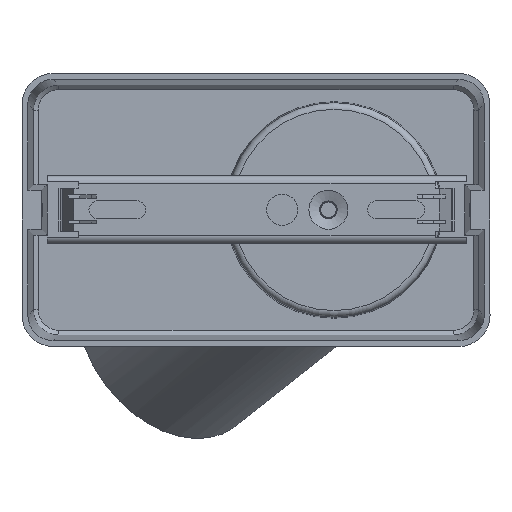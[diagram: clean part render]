
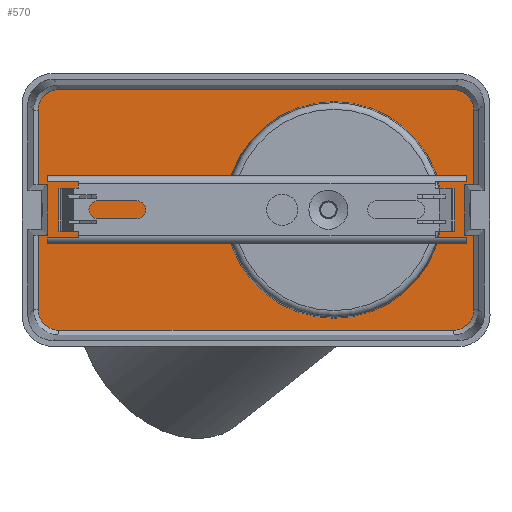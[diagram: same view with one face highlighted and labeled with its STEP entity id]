
A CAD part, front view. The second image highlights one B-rep face of the part: STEP entity #570.
In plain terms, the highlighted planar face has unit normal (0, -1, 0).
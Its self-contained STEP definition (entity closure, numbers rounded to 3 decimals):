
#163=CIRCLE('',#3578,27.764);
#164=CIRCLE('',#3579,27.764);
#482=B_SPLINE_CURVE_WITH_KNOTS('',3,(#4876,#4877,#4878,#4879,#4880,#4881),
 .UNSPECIFIED.,.F.,.F.,(4,2,4),(0.,0.5,1.),.UNSPECIFIED.);
#483=B_SPLINE_CURVE_WITH_KNOTS('',3,(#4885,#4886,#4887,#4888,#4889,#4890),
 .UNSPECIFIED.,.F.,.F.,(4,2,4),(0.,0.5,1.),.UNSPECIFIED.);
#484=B_SPLINE_CURVE_WITH_KNOTS('',3,(#4899,#4900,#4901,#4902,#4903,#4904),
 .UNSPECIFIED.,.F.,.F.,(4,2,4),(0.,0.5,1.),.UNSPECIFIED.);
#485=B_SPLINE_CURVE_WITH_KNOTS('',3,(#4908,#4909,#4910,#4911,#4912,#4913),
 .UNSPECIFIED.,.F.,.F.,(4,2,4),(0.,0.5,1.),.UNSPECIFIED.);
#570=ADVANCED_FACE('',(#872,#873),#758,.F.);
#758=PLANE('',#3580);
#872=FACE_BOUND('',#947,.T.);
#873=FACE_BOUND('',#948,.T.);
#947=EDGE_LOOP('',(#1246,#1247,#1248,#1249,#1250,#1251,#1252,#1253,#1254,
#1255,#1256,#1257,#1258,#1259,#1260,#1261));
#948=EDGE_LOOP('',(#1262,#1263));
#1246=ORIENTED_EDGE('',*,*,#2526,.T.);
#1247=ORIENTED_EDGE('',*,*,#2527,.F.);
#1248=ORIENTED_EDGE('',*,*,#2528,.F.);
#1249=ORIENTED_EDGE('',*,*,#2529,.F.);
#1250=ORIENTED_EDGE('',*,*,#2530,.F.);
#1251=ORIENTED_EDGE('',*,*,#2531,.F.);
#1252=ORIENTED_EDGE('',*,*,#2532,.F.);
#1253=ORIENTED_EDGE('',*,*,#2533,.T.);
#1254=ORIENTED_EDGE('',*,*,#2525,.F.);
#1255=ORIENTED_EDGE('',*,*,#2534,.F.);
#1256=ORIENTED_EDGE('',*,*,#2535,.F.);
#1257=ORIENTED_EDGE('',*,*,#2536,.F.);
#1258=ORIENTED_EDGE('',*,*,#2537,.F.);
#1259=ORIENTED_EDGE('',*,*,#2538,.F.);
#1260=ORIENTED_EDGE('',*,*,#2539,.F.);
#1261=ORIENTED_EDGE('',*,*,#2540,.T.);
#1262=ORIENTED_EDGE('',*,*,#2541,.F.);
#1263=ORIENTED_EDGE('',*,*,#2542,.F.);
#2194=VERTEX_POINT('',#4864);
#2195=VERTEX_POINT('',#4866);
#2196=VERTEX_POINT('',#4870);
#2197=VERTEX_POINT('',#4871);
#2198=VERTEX_POINT('',#4873);
#2199=VERTEX_POINT('',#4875);
#2200=VERTEX_POINT('',#4882);
#2201=VERTEX_POINT('',#4884);
#2202=VERTEX_POINT('',#4891);
#2203=VERTEX_POINT('',#4893);
#2204=VERTEX_POINT('',#4896);
#2205=VERTEX_POINT('',#4898);
#2206=VERTEX_POINT('',#4905);
#2207=VERTEX_POINT('',#4907);
#2208=VERTEX_POINT('',#4914);
#2209=VERTEX_POINT('',#4916);
#2210=VERTEX_POINT('',#4919);
#2211=VERTEX_POINT('',#4920);
#2525=EDGE_CURVE('',#2195,#2194,#2990,.T.);
#2526=EDGE_CURVE('',#2196,#2197,#2991,.T.);
#2527=EDGE_CURVE('',#2198,#2197,#2992,.T.);
#2528=EDGE_CURVE('',#2199,#2198,#2993,.T.);
#2529=EDGE_CURVE('',#2200,#2199,#482,.T.);
#2530=EDGE_CURVE('',#2201,#2200,#2994,.T.);
#2531=EDGE_CURVE('',#2202,#2201,#483,.T.);
#2532=EDGE_CURVE('',#2203,#2202,#2995,.T.);
#2533=EDGE_CURVE('',#2203,#2194,#2996,.T.);
#2534=EDGE_CURVE('',#2204,#2195,#2997,.T.);
#2535=EDGE_CURVE('',#2205,#2204,#2998,.T.);
#2536=EDGE_CURVE('',#2206,#2205,#484,.T.);
#2537=EDGE_CURVE('',#2207,#2206,#2999,.T.);
#2538=EDGE_CURVE('',#2208,#2207,#485,.T.);
#2539=EDGE_CURVE('',#2209,#2208,#3000,.T.);
#2540=EDGE_CURVE('',#2209,#2196,#3001,.T.);
#2541=EDGE_CURVE('',#2210,#2211,#163,.T.);
#2542=EDGE_CURVE('',#2211,#2210,#164,.T.);
#2990=LINE('',#4867,#3284);
#2991=LINE('',#4869,#3285);
#2992=LINE('',#4872,#3286);
#2993=LINE('',#4874,#3287);
#2994=LINE('',#4883,#3288);
#2995=LINE('',#4892,#3289);
#2996=LINE('',#4894,#3290);
#2997=LINE('',#4895,#3291);
#2998=LINE('',#4897,#3292);
#2999=LINE('',#4906,#3293);
#3000=LINE('',#4915,#3294);
#3001=LINE('',#4917,#3295);
#3284=VECTOR('',#3914,1.);
#3285=VECTOR('',#3917,1.);
#3286=VECTOR('',#3918,1.);
#3287=VECTOR('',#3919,1.);
#3288=VECTOR('',#3920,1.);
#3289=VECTOR('',#3921,1.);
#3290=VECTOR('',#3922,1.);
#3291=VECTOR('',#3923,1.);
#3292=VECTOR('',#3924,1.);
#3293=VECTOR('',#3925,1.);
#3294=VECTOR('',#3926,1.);
#3295=VECTOR('',#3927,1.);
#3578=AXIS2_PLACEMENT_3D('',#4918,#3928,#3929);
#3579=AXIS2_PLACEMENT_3D('',#4921,#3930,#3931);
#3580=AXIS2_PLACEMENT_3D('',#4922,#3932,#3933);
#3914=DIRECTION('',(0.,0.,1.));
#3917=DIRECTION('',(0.,0.,1.));
#3918=DIRECTION('',(-1.,0.,0.));
#3919=DIRECTION('',(0.,0.,-1.));
#3920=DIRECTION('',(1.,0.,0.));
#3921=DIRECTION('',(0.,0.,1.));
#3922=DIRECTION('',(1.,0.,0.));
#3923=DIRECTION('',(1.,0.,0.));
#3924=DIRECTION('',(0.,0.,1.));
#3925=DIRECTION('',(-1.,0.,0.));
#3926=DIRECTION('',(0.,0.,-1.));
#3927=DIRECTION('',(-1.,0.,0.));
#3928=DIRECTION('',(0.,-1.,0.));
#3929=DIRECTION('',(-1.,0.,0.));
#3930=DIRECTION('',(0.,-1.,0.));
#3931=DIRECTION('',(1.,0.,0.));
#3932=DIRECTION('',(0.,1.,0.));
#3933=DIRECTION('',(1.,0.,0.));
#4864=CARTESIAN_POINT('',(-53.506,28.5,6.494));
#4866=CARTESIAN_POINT('',(-53.506,28.5,-6.494));
#4867=CARTESIAN_POINT('',(-53.506,28.5,-6.494));
#4869=CARTESIAN_POINT('',(53.506,28.5,-6.494));
#4870=CARTESIAN_POINT('',(53.506,28.5,-6.494));
#4871=CARTESIAN_POINT('',(53.506,28.5,6.494));
#4872=CARTESIAN_POINT('',(55.829,28.5,6.494));
#4873=CARTESIAN_POINT('',(55.829,28.5,6.494));
#4874=CARTESIAN_POINT('',(55.829,28.5,25.522));
#4875=CARTESIAN_POINT('',(55.829,28.5,25.522));
#4876=CARTESIAN_POINT('',(50.516,28.5,30.829));
#4877=CARTESIAN_POINT('',(51.923,28.5,30.844));
#4878=CARTESIAN_POINT('',(53.304,28.5,30.272));
#4879=CARTESIAN_POINT('',(55.268,28.5,28.311));
#4880=CARTESIAN_POINT('',(55.843,28.5,26.928));
#4881=CARTESIAN_POINT('',(55.829,28.5,25.522));
#4882=CARTESIAN_POINT('',(50.516,28.5,30.829));
#4883=CARTESIAN_POINT('',(-50.522,28.5,30.829));
#4884=CARTESIAN_POINT('',(-50.522,28.5,30.829));
#4885=CARTESIAN_POINT('',(-55.829,28.5,25.516));
#4886=CARTESIAN_POINT('',(-55.844,28.5,26.923));
#4887=CARTESIAN_POINT('',(-55.272,28.5,28.304));
#4888=CARTESIAN_POINT('',(-53.311,28.5,30.268));
#4889=CARTESIAN_POINT('',(-51.928,28.5,30.843));
#4890=CARTESIAN_POINT('',(-50.522,28.5,30.829));
#4891=CARTESIAN_POINT('',(-55.829,28.5,25.516));
#4892=CARTESIAN_POINT('',(-55.829,28.5,6.494));
#4893=CARTESIAN_POINT('',(-55.829,28.5,6.494));
#4894=CARTESIAN_POINT('',(-55.829,28.5,6.494));
#4895=CARTESIAN_POINT('',(-55.829,28.5,-6.494));
#4896=CARTESIAN_POINT('',(-55.829,28.5,-6.494));
#4897=CARTESIAN_POINT('',(-55.829,28.5,-25.522));
#4898=CARTESIAN_POINT('',(-55.829,28.5,-25.522));
#4899=CARTESIAN_POINT('',(-50.516,28.5,-30.829));
#4900=CARTESIAN_POINT('',(-51.923,28.5,-30.844));
#4901=CARTESIAN_POINT('',(-53.304,28.5,-30.272));
#4902=CARTESIAN_POINT('',(-55.268,28.5,-28.311));
#4903=CARTESIAN_POINT('',(-55.843,28.5,-26.928));
#4904=CARTESIAN_POINT('',(-55.829,28.5,-25.522));
#4905=CARTESIAN_POINT('',(-50.516,28.5,-30.829));
#4906=CARTESIAN_POINT('',(50.522,28.5,-30.829));
#4907=CARTESIAN_POINT('',(50.522,28.5,-30.829));
#4908=CARTESIAN_POINT('',(55.829,28.5,-25.516));
#4909=CARTESIAN_POINT('',(55.844,28.5,-26.923));
#4910=CARTESIAN_POINT('',(55.272,28.5,-28.304));
#4911=CARTESIAN_POINT('',(53.311,28.5,-30.268));
#4912=CARTESIAN_POINT('',(51.928,28.5,-30.843));
#4913=CARTESIAN_POINT('',(50.522,28.5,-30.829));
#4914=CARTESIAN_POINT('',(55.829,28.5,-25.516));
#4915=CARTESIAN_POINT('',(55.829,28.5,-6.494));
#4916=CARTESIAN_POINT('',(55.829,28.5,-6.494));
#4917=CARTESIAN_POINT('',(55.829,28.5,-6.494));
#4918=CARTESIAN_POINT('',(20.,28.5,0.));
#4919=CARTESIAN_POINT('',(-7.764,28.5,0.));
#4920=CARTESIAN_POINT('',(47.764,28.5,0.));
#4921=CARTESIAN_POINT('',(20.,28.5,0.));
#4922=CARTESIAN_POINT('',(0.,28.5,0.));
